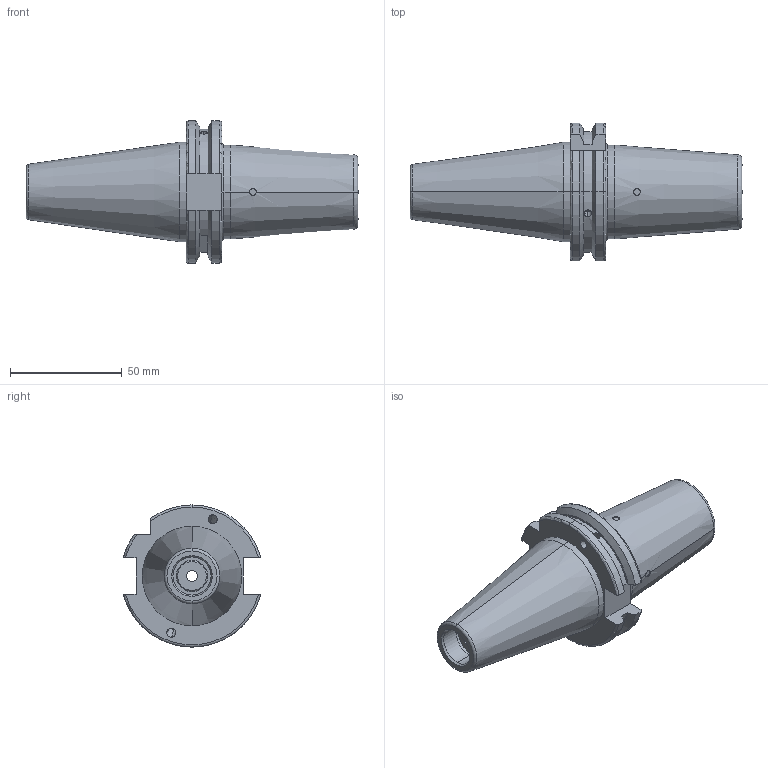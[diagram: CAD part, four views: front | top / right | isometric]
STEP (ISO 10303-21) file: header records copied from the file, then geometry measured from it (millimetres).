
FILE_DESCRIPTION (( 'STEP AP203' ), '1' );
FILE_NAME ('91406-SR420080.STEP', '2022-04-26T11:33:58', ( '' ), ( '' ), 'SwSTEP 2.0', 'SolidWorks 2018', '' );
FILE_SCHEMA (( 'CONFIG_CONTROL_DESIGN' ));
Length unit declared in the file: millimetre
Products named in the file (6): SK40SFK20080FWW; SCWM16X1X12-FLAT; GS-M4X4_DIN 913 - M4 x 4-N; EXPANDER PLUG Ø3x3.6; 91406-SR420080
Assembly tree (9 placements, depth 3):
  91406-SR420080
    SK40SFK20080FWW
      SK40SFK20080FWW
      SCWM16X1X12-FLAT
      GS-M4X4_DIN 913 - M4 x 4-N  x2
      EXPANDER PLUG Ø3x3.6  x4
Bounding box: 148.4 x 61.48 x 63.55 mm (x, y, z)
Volume: 149497.5 mm3; surface area: 34456.5 mm2
Topology: 8 solids, 8 shells, 267 faces, 658 edges, 409 vertices
Faces by surface type: cone 96, cylinder 91, plane 60, torus 16, bspline 4
Entity records: 7713 total; most frequent: CARTESIAN_POINT 2064, DIRECTION 1073, ORIENTED_EDGE 1016, EDGE_CURVE 508, AXIS2_PLACEMENT_3D 430, VERTEX_POINT 315, EDGE_LOOP 231, CIRCLE 219
